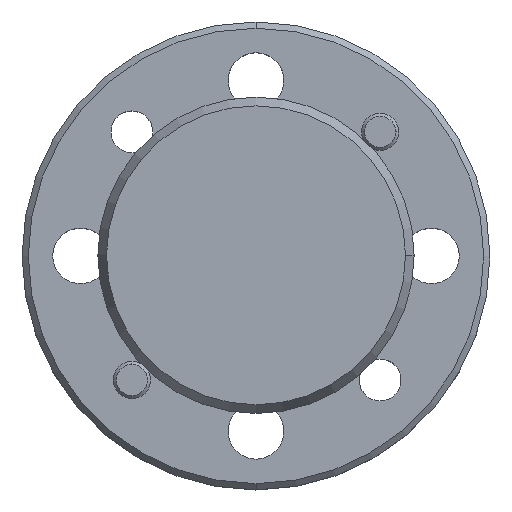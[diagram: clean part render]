
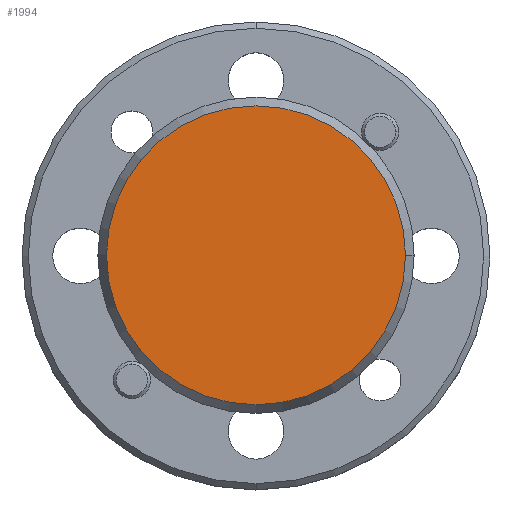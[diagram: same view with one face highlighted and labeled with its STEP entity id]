
A CAD part, top view. The second image highlights one B-rep face of the part: STEP entity #1994.
In plain terms, the highlighted planar face has unit normal (0, 0, 1).
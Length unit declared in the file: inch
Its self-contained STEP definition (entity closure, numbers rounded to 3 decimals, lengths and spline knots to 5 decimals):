
#138 = FACE_OUTER_BOUND ( 'NONE', #2179, .T. ) ;
#301 = ORIENTED_EDGE ( 'NONE', *, *, #1193, .F. ) ;
#536 = ORIENTED_EDGE ( 'NONE', *, *, #1128, .F. ) ;
#546 = CIRCLE ( 'NONE', #689, 0.23959 ) ;
#609 = CARTESIAN_POINT ( 'NONE',  ( 0.23959, 0., 0. ) ) ;
#689 = AXIS2_PLACEMENT_3D ( 'NONE', #1940, #1764, #907 ) ;
#757 = AXIS2_PLACEMENT_3D ( 'NONE', #1097, #1443, #785 ) ;
#767 = PLANE ( 'NONE',  #757 ) ;
#778 = VERTEX_POINT ( 'NONE', #609 ) ;
#785 = DIRECTION ( 'NONE',  ( -1., 0., 0. ) ) ;
#824 = CIRCLE ( 'NONE', #992, 0.23959 ) ;
#907 = DIRECTION ( 'NONE',  ( -1., 0., 0. ) ) ;
#992 = AXIS2_PLACEMENT_3D ( 'NONE', #1743, #1906, #1912 ) ;
#1097 = CARTESIAN_POINT ( 'NONE',  ( 0., 0.26, 0. ) ) ;
#1128 = EDGE_CURVE ( 'NONE', #2055, #778, #546, .T. ) ;
#1193 = EDGE_CURVE ( 'NONE', #778, #2055, #824, .T. ) ;
#1443 = DIRECTION ( 'NONE',  ( 0., 0., -1. ) ) ;
#1743 = CARTESIAN_POINT ( 'NONE',  ( 0., 0., 0. ) ) ;
#1764 = DIRECTION ( 'NONE',  ( 0., 0., -1. ) ) ;
#1797 = CARTESIAN_POINT ( 'NONE',  ( -0.23959, 0., 0. ) ) ;
#1906 = DIRECTION ( 'NONE',  ( 0., 0., -1. ) ) ;
#1912 = DIRECTION ( 'NONE',  ( -1., 0., 0. ) ) ;
#1940 = CARTESIAN_POINT ( 'NONE',  ( 0., 0., 0. ) ) ;
#1994 = ADVANCED_FACE ( 'NONE', ( #138 ), #767, .F. ) ;
#2055 = VERTEX_POINT ( 'NONE', #1797 ) ;
#2179 = EDGE_LOOP ( 'NONE', ( #536, #301 ) ) ;
